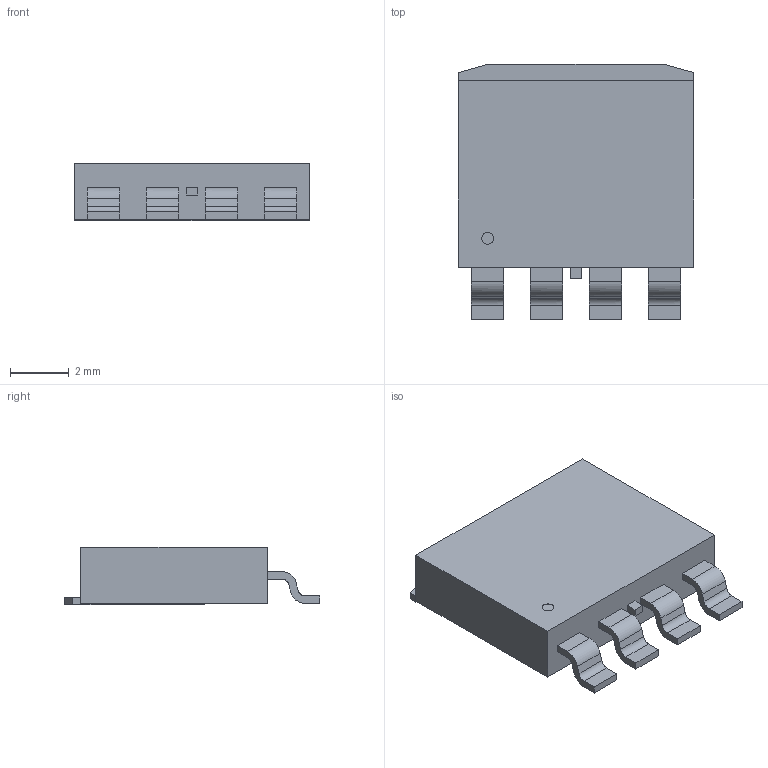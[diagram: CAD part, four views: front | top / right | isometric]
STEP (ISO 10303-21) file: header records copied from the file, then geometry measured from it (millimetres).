
FILE_DESCRIPTION (( 'STEP AP214' ), '1' );
FILE_NAME ('SQJQ160E-T1_GE3.STEP', '2024-04-12T08:39:52', ( '' ), ( '' ), 'SwSTEP 2.0', 'SolidWorks 2016', '' );
FILE_SCHEMA (( 'AUTOMOTIVE_DESIGN' ));
Length unit declared in the file: millimetre
Products named in the file (1): SQJQ160E-T1_GE3
Bounding box: 8 x 8.66 x 1.96 mm (x, y, z)
Volume: 101.4 mm3; surface area: 252.8 mm2
Topology: 8 solids, 8 shells, 88 faces, 216 edges, 144 vertices
Faces by surface type: plane 70, cylinder 18
Entity records: 2821 total; most frequent: CARTESIAN_POINT 753, ORIENTED_EDGE 432, DIRECTION 338, EDGE_CURVE 216, VECTOR 144, LINE 144, VERTEX_POINT 144, AXIS2_PLACEMENT_3D 97
